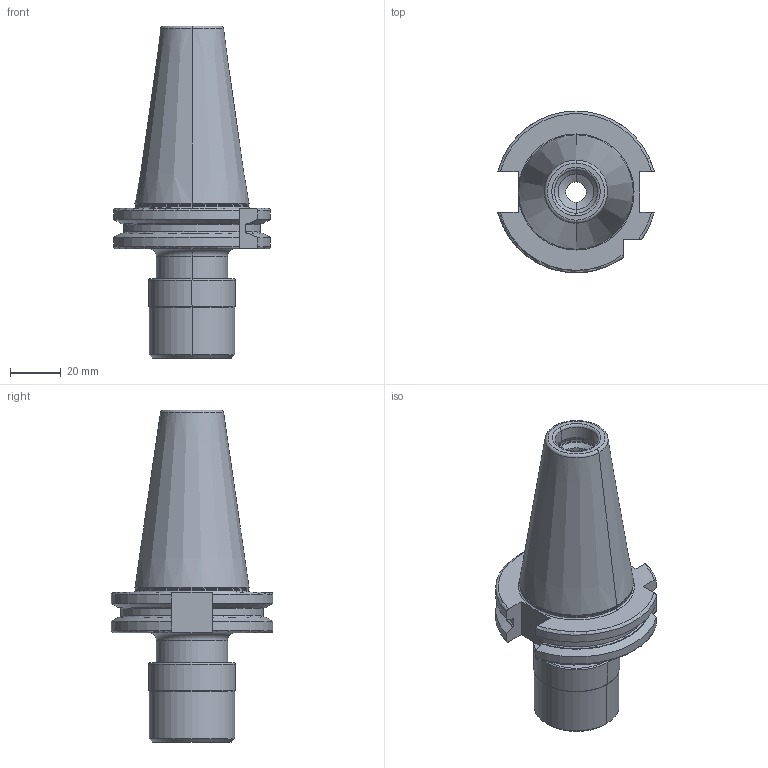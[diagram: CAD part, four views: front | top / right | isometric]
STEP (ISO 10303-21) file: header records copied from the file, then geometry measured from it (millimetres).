
FILE_DESCRIPTION((''),'2;1');
FILE_NAME('402_16_12_1','2020-10-07T',('104091'),(''),'CREO PARAMETRIC BY PTC INC, 2016260','CREO PARAMETRIC BY PTC INC, 2016260','');
FILE_SCHEMA(('CONFIG_CONTROL_DESIGN'));
Length unit declared in the file: millimetre
Products named in the file (1): 402_16_12_1
Bounding box: 61.48 x 63.54 x 130.4 mm (x, y, z)
Volume: 125974.6 mm3; surface area: 28472.5 mm2
Topology: 1 solids, 2 shells, 143 faces, 350 edges, 210 vertices
Faces by surface type: torus 42, cylinder 37, plane 30, cone 28, sphere 6
Entity records: 4539 total; most frequent: CARTESIAN_POINT 1124, DIRECTION 758, ORIENTED_EDGE 684, EDGE_CURVE 342, AXIS2_PLACEMENT_3D 321, VERTEX_POINT 210, CIRCLE 175, EDGE_LOOP 154
